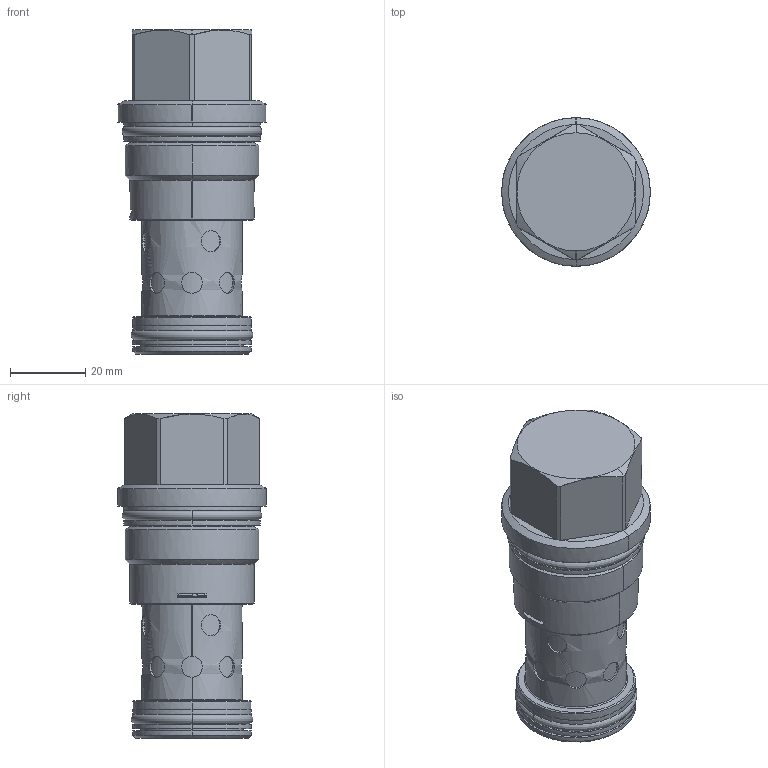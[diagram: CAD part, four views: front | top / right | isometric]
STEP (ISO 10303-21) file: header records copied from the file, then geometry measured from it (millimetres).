
FILE_DESCRIPTION((''),'2;1');
FILE_NAME('FCEBXAN_SW_PRT','2020-08-17T',('charlief'),(''),'PRO/ENGINEER BY PARAMETRIC TECHNOLOGY CORPORATION, 2016010','PRO/ENGINEER BY PARAMETRIC TECHNOLOGY CORPORATION, 2016010','');
FILE_SCHEMA(('CONFIG_CONTROL_DESIGN'));
Length unit declared in the file: inch
Products named in the file (1): FCEBXAN_SW_PRT
Bounding box: 39.6 x 39.6 x 86.54 mm (x, y, z)
Surface area: 18370.8 mm2 (no closed solid volume)
Topology: 0 solids, 0 shells, 179 faces, 820 edges, 806 vertices
Faces by surface type: bspline 156, torus 23
Entity records: 28958 total; most frequent: CARTESIAN_POINT 21965, DIRECTION 1088, TRIMMED_CURVE 854, DEFINITIONAL_REPRESENTATION 792, PCURVE 792, COMPOSITE_CURVE_SEGMENT 792, VECTOR 666, LINE 666
